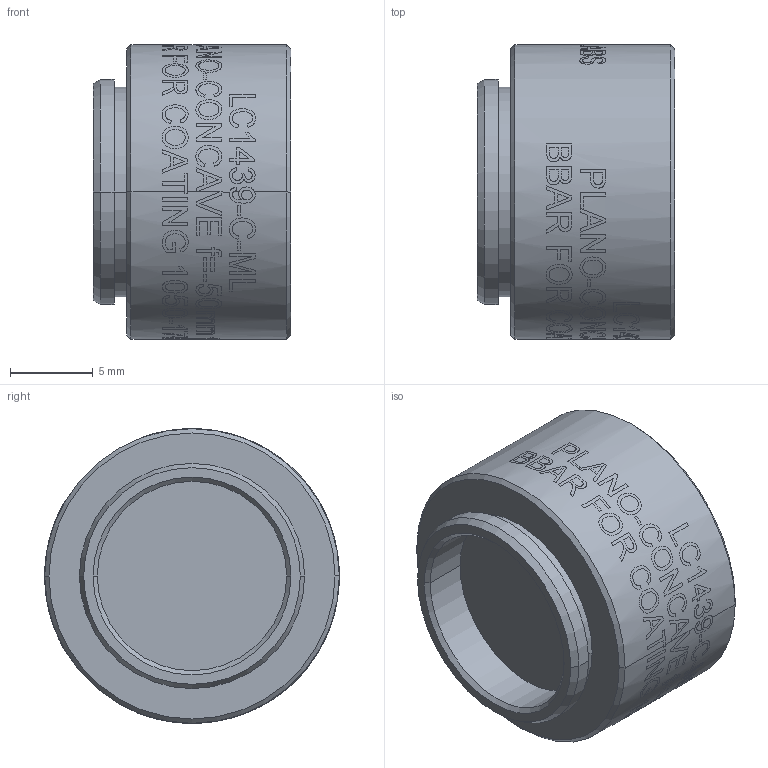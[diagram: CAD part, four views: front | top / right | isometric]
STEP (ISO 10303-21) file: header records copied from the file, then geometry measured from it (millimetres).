
FILE_DESCRIPTION (( 'STEP AP203' ), '1' );
FILE_NAME ('TTN045269-E0W.STEP', '2015-11-20T19:48:47', ( 'admin' ), ( '' ), 'SwSTEP 2.0', 'SolidWorks 2014', '' );
FILE_SCHEMA (( 'CONFIG_CONTROL_DESIGN' ));
Length unit declared in the file: inch
Products named in the file (1): TTN045269-E0W
Bounding box: 11.94 x 17.78 x 17.78 mm (x, y, z)
Volume: 1678.4 mm3; surface area: 2091.3 mm2
Topology: 3 solids, 3 shells, 151 faces, 883 edges, 833 vertices
Faces by surface type: cylinder 118, plane 16, cone 15, sphere 2
Entity records: 15803 total; most frequent: CARTESIAN_POINT 8943, ORIENTED_EDGE 1766, DIRECTION 1003, EDGE_CURVE 883, VERTEX_POINT 833, B_SPLINE_CURVE_WITH_KNOTS 432, AXIS2_PLACEMENT_3D 400, EDGE_LOOP 250
